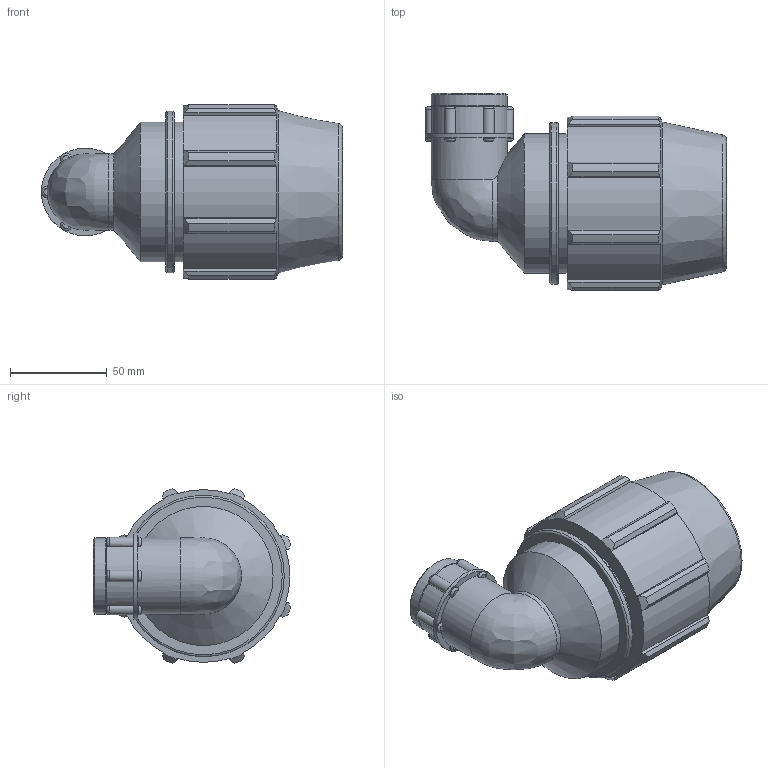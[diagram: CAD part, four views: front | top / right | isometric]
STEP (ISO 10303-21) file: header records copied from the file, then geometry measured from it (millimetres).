
FILE_DESCRIPTION(/* description */ ('PLASSON 90° ELBOW FEMALE ADAPTOR 50-1"'),/* implementation_level */ '2;1');
FILE_NAME(/* name */ '071500050010_181500050010_0715060500100A.ipt.stp',/* time_stamp */ '2017-06-06T17:16:16+03:00',/* author */ ('KIM'),/* organization */ (''),/* preprocessor_version */ 'ST-DEVELOPER v15.6',/* originating_system */ 'Autodesk Inventor 2015',/* authorisation */ '');
FILE_SCHEMA (('AUTOMOTIVE_DESIGN { 1 0 10303 214 3 1 1 }'));
Length unit declared in the file: millimetre
Products named in the file (1): 071500050010_181500050010_0715060500100A
Bounding box: 155.64 x 102.16 x 90.33 mm (x, y, z)
Volume: 450862.7 mm3; surface area: 74202.4 mm2
Topology: 1 solids, 1 shells, 138 faces, 364 edges, 234 vertices
Faces by surface type: plane 60, cylinder 45, cone 16, torus 15, bspline 2
Full cylindrical faces by diameter (mm): 21.204 x1, 27.262 x1, 30.291 x1, 39.378 x2, 45.285 x1, 50 x1, 72 x2, 83.52 x1
Entity records: 4634 total; most frequent: CARTESIAN_POINT 1190, DIRECTION 708, ORIENTED_EDGE 674, EDGE_CURVE 337, AXIS2_PLACEMENT_3D 293, VERTEX_POINT 229, EDGE_LOOP 168, CIRCLE 154
